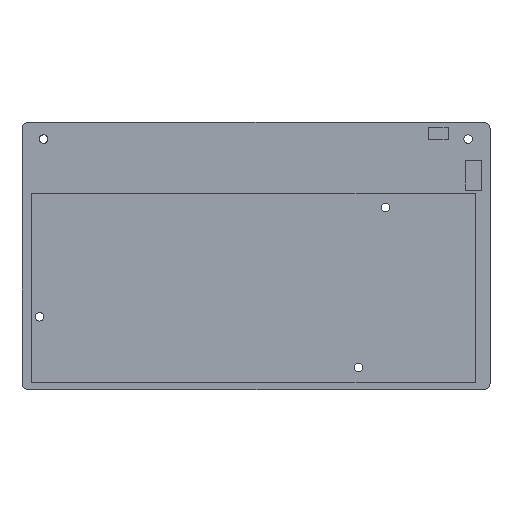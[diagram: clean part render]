
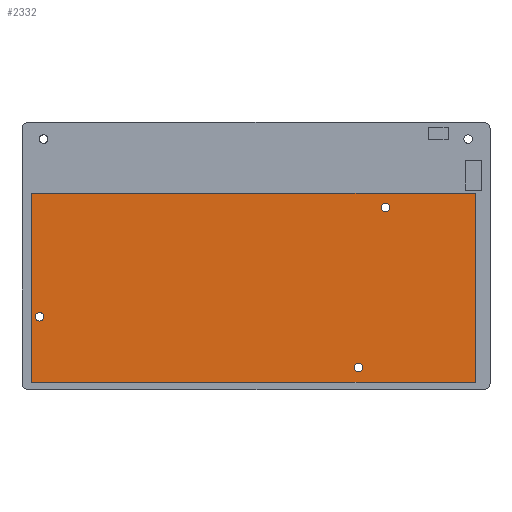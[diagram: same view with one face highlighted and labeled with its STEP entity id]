
A CAD part, top view. The second image highlights one B-rep face of the part: STEP entity #2332.
In plain terms, the highlighted planar face has unit normal (0, 0, 1).
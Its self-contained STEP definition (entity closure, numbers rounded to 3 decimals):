
#762 = PLANE('',#763);
#763 = AXIS2_PLACEMENT_3D('',#764,#765,#766);
#764 = CARTESIAN_POINT('',(6.97,5.421,6.5));
#765 = DIRECTION('',(0.,-1.,0.));
#766 = DIRECTION('',(1.,0.,0.));
#790 = PLANE('',#791);
#791 = AXIS2_PLACEMENT_3D('',#792,#793,#794);
#792 = CARTESIAN_POINT('',(6.97,146.921,6.5));
#793 = DIRECTION('',(-1.,0.,0.));
#794 = DIRECTION('',(0.,-1.,0.));
#818 = PLANE('',#819);
#819 = AXIS2_PLACEMENT_3D('',#820,#821,#822);
#820 = CARTESIAN_POINT('',(338.97,146.921,6.5));
#821 = DIRECTION('',(0.,1.,0.));
#822 = DIRECTION('',(-1.,0.,0.));
#844 = PLANE('',#845);
#845 = AXIS2_PLACEMENT_3D('',#846,#847,#848);
#846 = CARTESIAN_POINT('',(338.97,5.421,6.5));
#847 = DIRECTION('',(1.,0.,0.));
#848 = DIRECTION('',(0.,1.,0.));
#1303 = CYLINDRICAL_SURFACE('',#1304,3.2);
#1304 = AXIS2_PLACEMENT_3D('',#1305,#1306,#1307);
#1305 = CARTESIAN_POINT('',(13.152,54.578,1.4));
#1306 = DIRECTION('',(0.,0.,1.));
#1307 = DIRECTION('',(-1.,0.,0.));
#1358 = CYLINDRICAL_SURFACE('',#1359,3.2);
#1359 = AXIS2_PLACEMENT_3D('',#1360,#1361,#1362);
#1360 = CARTESIAN_POINT('',(251.61,16.478,1.4));
#1361 = DIRECTION('',(0.,0.,1.));
#1362 = DIRECTION('',(-1.,0.,0.));
#1463 = CYLINDRICAL_SURFACE('',#1464,3.2);
#1464 = AXIS2_PLACEMENT_3D('',#1465,#1466,#1467);
#1465 = CARTESIAN_POINT('',(271.724,136.366,1.4));
#1466 = DIRECTION('',(0.,0.,1.));
#1467 = DIRECTION('',(-1.,0.,0.));
#1530 = VERTEX_POINT('',#1531);
#1531 = CARTESIAN_POINT('',(6.97,5.421,3.));
#1552 = EDGE_CURVE('',#1530,#1553,#1555,.T.);
#1553 = VERTEX_POINT('',#1554);
#1554 = CARTESIAN_POINT('',(338.97,5.421,3.));
#1555 = SURFACE_CURVE('',#1556,(#1560,#1567),.PCURVE_S1.);
#1556 = LINE('',#1557,#1558);
#1557 = CARTESIAN_POINT('',(6.97,5.421,3.));
#1558 = VECTOR('',#1559,1.);
#1559 = DIRECTION('',(1.,0.,0.));
#1560 = PCURVE('',#762,#1561);
#1561 = DEFINITIONAL_REPRESENTATION('',(#1562),#1566);
#1562 = LINE('',#1563,#1564);
#1563 = CARTESIAN_POINT('',(0.,-3.5));
#1564 = VECTOR('',#1565,1.);
#1565 = DIRECTION('',(1.,0.));
#1566 = ( GEOMETRIC_REPRESENTATION_CONTEXT(2) 
PARAMETRIC_REPRESENTATION_CONTEXT() REPRESENTATION_CONTEXT('2D SPACE',''
  ) );
#1567 = PCURVE('',#1568,#1573);
#1568 = PLANE('',#1569);
#1569 = AXIS2_PLACEMENT_3D('',#1570,#1571,#1572);
#1570 = CARTESIAN_POINT('',(189.756,86.751,3.));
#1571 = DIRECTION('',(0.,0.,1.));
#1572 = DIRECTION('',(0.,1.,0.));
#1573 = DEFINITIONAL_REPRESENTATION('',(#1574),#1578);
#1574 = LINE('',#1575,#1576);
#1575 = CARTESIAN_POINT('',(-81.33,182.786));
#1576 = VECTOR('',#1577,1.);
#1577 = DIRECTION('',(0.,-1.));
#1578 = ( GEOMETRIC_REPRESENTATION_CONTEXT(2) 
PARAMETRIC_REPRESENTATION_CONTEXT() REPRESENTATION_CONTEXT('2D SPACE',''
  ) );
#1606 = VERTEX_POINT('',#1607);
#1607 = CARTESIAN_POINT('',(6.97,146.921,3.));
#1628 = EDGE_CURVE('',#1606,#1530,#1629,.T.);
#1629 = SURFACE_CURVE('',#1630,(#1634,#1641),.PCURVE_S1.);
#1630 = LINE('',#1631,#1632);
#1631 = CARTESIAN_POINT('',(6.97,146.921,3.));
#1632 = VECTOR('',#1633,1.);
#1633 = DIRECTION('',(0.,-1.,0.));
#1634 = PCURVE('',#790,#1635);
#1635 = DEFINITIONAL_REPRESENTATION('',(#1636),#1640);
#1636 = LINE('',#1637,#1638);
#1637 = CARTESIAN_POINT('',(0.,-3.5));
#1638 = VECTOR('',#1639,1.);
#1639 = DIRECTION('',(1.,0.));
#1640 = ( GEOMETRIC_REPRESENTATION_CONTEXT(2) 
PARAMETRIC_REPRESENTATION_CONTEXT() REPRESENTATION_CONTEXT('2D SPACE',''
  ) );
#1641 = PCURVE('',#1568,#1642);
#1642 = DEFINITIONAL_REPRESENTATION('',(#1643),#1647);
#1643 = LINE('',#1644,#1645);
#1644 = CARTESIAN_POINT('',(60.17,182.786));
#1645 = VECTOR('',#1646,1.);
#1646 = DIRECTION('',(-1.,0.));
#1647 = ( GEOMETRIC_REPRESENTATION_CONTEXT(2) 
PARAMETRIC_REPRESENTATION_CONTEXT() REPRESENTATION_CONTEXT('2D SPACE',''
  ) );
#1655 = EDGE_CURVE('',#1553,#1656,#1658,.T.);
#1656 = VERTEX_POINT('',#1657);
#1657 = CARTESIAN_POINT('',(338.97,146.921,3.));
#1658 = SURFACE_CURVE('',#1659,(#1663,#1670),.PCURVE_S1.);
#1659 = LINE('',#1660,#1661);
#1660 = CARTESIAN_POINT('',(338.97,5.421,3.));
#1661 = VECTOR('',#1662,1.);
#1662 = DIRECTION('',(0.,1.,0.));
#1663 = PCURVE('',#844,#1664);
#1664 = DEFINITIONAL_REPRESENTATION('',(#1665),#1669);
#1665 = LINE('',#1666,#1667);
#1666 = CARTESIAN_POINT('',(0.,-3.5));
#1667 = VECTOR('',#1668,1.);
#1668 = DIRECTION('',(1.,0.));
#1669 = ( GEOMETRIC_REPRESENTATION_CONTEXT(2) 
PARAMETRIC_REPRESENTATION_CONTEXT() REPRESENTATION_CONTEXT('2D SPACE',''
  ) );
#1670 = PCURVE('',#1568,#1671);
#1671 = DEFINITIONAL_REPRESENTATION('',(#1672),#1676);
#1672 = LINE('',#1673,#1674);
#1673 = CARTESIAN_POINT('',(-81.33,-149.214));
#1674 = VECTOR('',#1675,1.);
#1675 = DIRECTION('',(1.,0.));
#1676 = ( GEOMETRIC_REPRESENTATION_CONTEXT(2) 
PARAMETRIC_REPRESENTATION_CONTEXT() REPRESENTATION_CONTEXT('2D SPACE',''
  ) );
#1704 = EDGE_CURVE('',#1656,#1606,#1705,.T.);
#1705 = SURFACE_CURVE('',#1706,(#1710,#1717),.PCURVE_S1.);
#1706 = LINE('',#1707,#1708);
#1707 = CARTESIAN_POINT('',(338.97,146.921,3.));
#1708 = VECTOR('',#1709,1.);
#1709 = DIRECTION('',(-1.,0.,0.));
#1710 = PCURVE('',#818,#1711);
#1711 = DEFINITIONAL_REPRESENTATION('',(#1712),#1716);
#1712 = LINE('',#1713,#1714);
#1713 = CARTESIAN_POINT('',(0.,-3.5));
#1714 = VECTOR('',#1715,1.);
#1715 = DIRECTION('',(1.,0.));
#1716 = ( GEOMETRIC_REPRESENTATION_CONTEXT(2) 
PARAMETRIC_REPRESENTATION_CONTEXT() REPRESENTATION_CONTEXT('2D SPACE',''
  ) );
#1717 = PCURVE('',#1568,#1718);
#1718 = DEFINITIONAL_REPRESENTATION('',(#1719),#1723);
#1719 = LINE('',#1720,#1721);
#1720 = CARTESIAN_POINT('',(60.17,-149.214));
#1721 = VECTOR('',#1722,1.);
#1722 = DIRECTION('',(0.,1.));
#1723 = ( GEOMETRIC_REPRESENTATION_CONTEXT(2) 
PARAMETRIC_REPRESENTATION_CONTEXT() REPRESENTATION_CONTEXT('2D SPACE',''
  ) );
#2187 = VERTEX_POINT('',#2188);
#2188 = CARTESIAN_POINT('',(9.952,54.578,3.));
#2211 = EDGE_CURVE('',#2187,#2187,#2212,.T.);
#2212 = SURFACE_CURVE('',#2213,(#2218,#2225),.PCURVE_S1.);
#2213 = CIRCLE('',#2214,3.2);
#2214 = AXIS2_PLACEMENT_3D('',#2215,#2216,#2217);
#2215 = CARTESIAN_POINT('',(13.152,54.578,3.));
#2216 = DIRECTION('',(0.,-0.,1.));
#2217 = DIRECTION('',(-1.,0.,0.));
#2218 = PCURVE('',#1303,#2219);
#2219 = DEFINITIONAL_REPRESENTATION('',(#2220),#2224);
#2220 = LINE('',#2221,#2222);
#2221 = CARTESIAN_POINT('',(-6.283,1.6));
#2222 = VECTOR('',#2223,1.);
#2223 = DIRECTION('',(1.,-0.));
#2224 = ( GEOMETRIC_REPRESENTATION_CONTEXT(2) 
PARAMETRIC_REPRESENTATION_CONTEXT() REPRESENTATION_CONTEXT('2D SPACE',''
  ) );
#2225 = PCURVE('',#1568,#2226);
#2226 = DEFINITIONAL_REPRESENTATION('',(#2227),#2231);
#2227 = CIRCLE('',#2228,3.2);
#2228 = AXIS2_PLACEMENT_2D('',#2229,#2230);
#2229 = CARTESIAN_POINT('',(-32.173,176.604));
#2230 = DIRECTION('',(0.,1.));
#2231 = ( GEOMETRIC_REPRESENTATION_CONTEXT(2) 
PARAMETRIC_REPRESENTATION_CONTEXT() REPRESENTATION_CONTEXT('2D SPACE',''
  ) );
#2237 = VERTEX_POINT('',#2238);
#2238 = CARTESIAN_POINT('',(248.41,16.478,3.));
#2261 = EDGE_CURVE('',#2237,#2237,#2262,.T.);
#2262 = SURFACE_CURVE('',#2263,(#2268,#2275),.PCURVE_S1.);
#2263 = CIRCLE('',#2264,3.2);
#2264 = AXIS2_PLACEMENT_3D('',#2265,#2266,#2267);
#2265 = CARTESIAN_POINT('',(251.61,16.478,3.));
#2266 = DIRECTION('',(0.,-0.,1.));
#2267 = DIRECTION('',(-1.,0.,0.));
#2268 = PCURVE('',#1358,#2269);
#2269 = DEFINITIONAL_REPRESENTATION('',(#2270),#2274);
#2270 = LINE('',#2271,#2272);
#2271 = CARTESIAN_POINT('',(-6.283,1.6));
#2272 = VECTOR('',#2273,1.);
#2273 = DIRECTION('',(1.,-0.));
#2274 = ( GEOMETRIC_REPRESENTATION_CONTEXT(2) 
PARAMETRIC_REPRESENTATION_CONTEXT() REPRESENTATION_CONTEXT('2D SPACE',''
  ) );
#2275 = PCURVE('',#1568,#2276);
#2276 = DEFINITIONAL_REPRESENTATION('',(#2277),#2281);
#2277 = CIRCLE('',#2278,3.2);
#2278 = AXIS2_PLACEMENT_2D('',#2279,#2280);
#2279 = CARTESIAN_POINT('',(-70.273,-61.854));
#2280 = DIRECTION('',(0.,1.));
#2281 = ( GEOMETRIC_REPRESENTATION_CONTEXT(2) 
PARAMETRIC_REPRESENTATION_CONTEXT() REPRESENTATION_CONTEXT('2D SPACE',''
  ) );
#2287 = VERTEX_POINT('',#2288);
#2288 = CARTESIAN_POINT('',(268.524,136.366,3.));
#2311 = EDGE_CURVE('',#2287,#2287,#2312,.T.);
#2312 = SURFACE_CURVE('',#2313,(#2318,#2325),.PCURVE_S1.);
#2313 = CIRCLE('',#2314,3.2);
#2314 = AXIS2_PLACEMENT_3D('',#2315,#2316,#2317);
#2315 = CARTESIAN_POINT('',(271.724,136.366,3.));
#2316 = DIRECTION('',(0.,-0.,1.));
#2317 = DIRECTION('',(-1.,0.,0.));
#2318 = PCURVE('',#1463,#2319);
#2319 = DEFINITIONAL_REPRESENTATION('',(#2320),#2324);
#2320 = LINE('',#2321,#2322);
#2321 = CARTESIAN_POINT('',(-6.283,1.6));
#2322 = VECTOR('',#2323,1.);
#2323 = DIRECTION('',(1.,-0.));
#2324 = ( GEOMETRIC_REPRESENTATION_CONTEXT(2) 
PARAMETRIC_REPRESENTATION_CONTEXT() REPRESENTATION_CONTEXT('2D SPACE',''
  ) );
#2325 = PCURVE('',#1568,#2326);
#2326 = DEFINITIONAL_REPRESENTATION('',(#2327),#2331);
#2327 = CIRCLE('',#2328,3.2);
#2328 = AXIS2_PLACEMENT_2D('',#2329,#2330);
#2329 = CARTESIAN_POINT('',(49.615,-81.968));
#2330 = DIRECTION('',(0.,1.));
#2331 = ( GEOMETRIC_REPRESENTATION_CONTEXT(2) 
PARAMETRIC_REPRESENTATION_CONTEXT() REPRESENTATION_CONTEXT('2D SPACE',''
  ) );
#2332 = ADVANCED_FACE('',(#2333,#2339,#2342,#2345),#1568,.T.);
#2333 = FACE_BOUND('',#2334,.T.);
#2334 = EDGE_LOOP('',(#2335,#2336,#2337,#2338));
#2335 = ORIENTED_EDGE('',*,*,#1552,.T.);
#2336 = ORIENTED_EDGE('',*,*,#1655,.T.);
#2337 = ORIENTED_EDGE('',*,*,#1704,.T.);
#2338 = ORIENTED_EDGE('',*,*,#1628,.T.);
#2339 = FACE_BOUND('',#2340,.T.);
#2340 = EDGE_LOOP('',(#2341));
#2341 = ORIENTED_EDGE('',*,*,#2261,.F.);
#2342 = FACE_BOUND('',#2343,.T.);
#2343 = EDGE_LOOP('',(#2344));
#2344 = ORIENTED_EDGE('',*,*,#2311,.F.);
#2345 = FACE_BOUND('',#2346,.T.);
#2346 = EDGE_LOOP('',(#2347));
#2347 = ORIENTED_EDGE('',*,*,#2211,.F.);
